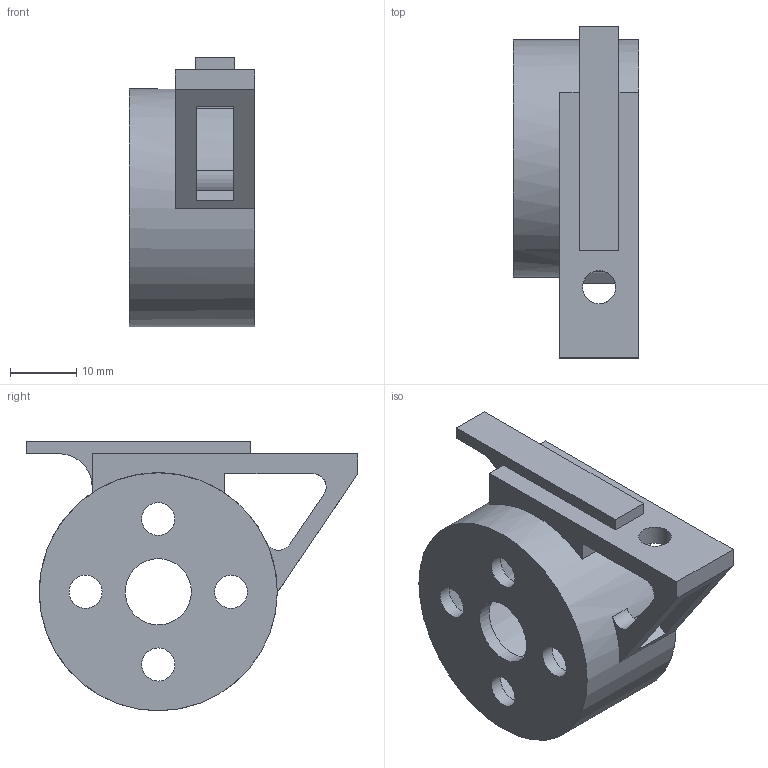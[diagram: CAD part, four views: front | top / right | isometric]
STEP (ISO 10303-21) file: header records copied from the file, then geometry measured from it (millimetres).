
FILE_DESCRIPTION(/* description */ ('STEP AP242'),/* implementation_level */ '2;1');
FILE_NAME(/* name */ '',/* time_stamp */ '2025-02-01T14:52:26+03:00',/* author */ ('Phantom'),/* organization */ ('UNSPECIFIED'),/* preprocessor_version */ 'ST-DEVELOPER v20',/* originating_system */ 'Autodesk Inventor 2025',/* authorisation */ '');
FILE_SCHEMA (('AUTOMOTIVE_DESIGN { 1 0 10303 214 3 1 1 }'));
Length unit declared in the file: millimetre
Products named in the file (1): упор под мотор 
4
Bounding box: 19 x 50.2 x 40.77 mm (x, y, z)
Volume: 7754.3 mm3; surface area: 7318.2 mm2
Topology: 1 solids, 1 shells, 38 faces, 114 edges, 76 vertices
Faces by surface type: plane 24, cylinder 14
Full cylindrical faces by diameter (mm): 5 x5, 10 x1, 32 x1, 36 x1
Entity records: 1374 total; most frequent: DIRECTION 230, CARTESIAN_POINT 229, ORIENTED_EDGE 228, EDGE_CURVE 114, AXIS2_PLACEMENT_3D 77, LINE 76, VECTOR 76, VERTEX_POINT 76
